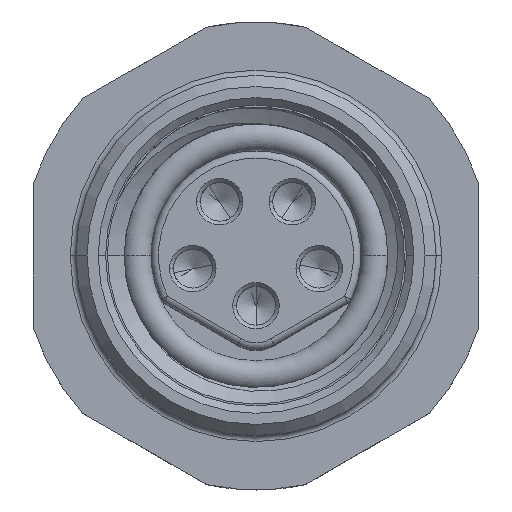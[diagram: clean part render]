
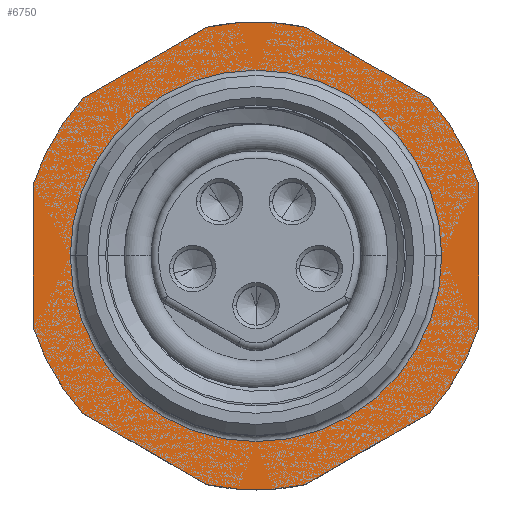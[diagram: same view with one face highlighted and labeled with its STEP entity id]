
A CAD part, top view. The second image highlights one B-rep face of the part: STEP entity #6750.
In plain terms, the highlighted planar face has unit normal (0, 0, 1).
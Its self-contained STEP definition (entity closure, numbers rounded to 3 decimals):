
#4496=CARTESIAN_POINT('',(0.,0.,-0.3));
#4497=DIRECTION('',(0.,0.,1.));
#4498=DIRECTION('',(-0.212,-0.977,0.));
#4499=AXIS2_PLACEMENT_3D('',#4496,#4497,#4498);
#4501=DIRECTION('',(0.866,-0.5,0.));
#4502=VECTOR('',#4501,3.842);
#4503=CARTESIAN_POINT('',(-4.664,-4.236,-0.3));
#4504=LINE('',#4503,#4502);
#4505=CARTESIAN_POINT('',(0.,0.,-0.3));
#4506=DIRECTION('',(0.,0.,1.));
#4507=DIRECTION('',(-0.952,-0.305,0.));
#4508=AXIS2_PLACEMENT_3D('',#4505,#4506,#4507);
#4510=DIRECTION('',(0.,-1.,0.));
#4511=VECTOR('',#4510,3.842);
#4512=CARTESIAN_POINT('',(-6.,1.921,-0.3));
#4513=LINE('',#4512,#4511);
#4514=CARTESIAN_POINT('',(0.,0.,-0.3));
#4515=DIRECTION('',(0.,0.,1.));
#4516=DIRECTION('',(-0.74,0.672,0.));
#4517=AXIS2_PLACEMENT_3D('',#4514,#4515,#4516);
#4519=DIRECTION('',(-0.866,-0.5,0.));
#4520=VECTOR('',#4519,3.842);
#4521=CARTESIAN_POINT('',(-1.336,6.157,-0.3));
#4522=LINE('',#4521,#4520);
#4523=CARTESIAN_POINT('',(0.,0.,-0.3));
#4524=DIRECTION('',(0.,0.,1.));
#4525=DIRECTION('',(0.212,0.977,0.));
#4526=AXIS2_PLACEMENT_3D('',#4523,#4524,#4525);
#4528=DIRECTION('',(-0.866,0.5,0.));
#4529=VECTOR('',#4528,3.842);
#4530=CARTESIAN_POINT('',(4.664,4.236,-0.3));
#4531=LINE('',#4530,#4529);
#4532=CARTESIAN_POINT('',(0.,0.,-0.3));
#4533=DIRECTION('',(0.,0.,1.));
#4534=DIRECTION('',(0.952,0.305,0.));
#4535=AXIS2_PLACEMENT_3D('',#4532,#4533,#4534);
#4537=DIRECTION('',(0.,1.,0.));
#4538=VECTOR('',#4537,3.842);
#4539=CARTESIAN_POINT('',(6.,-1.921,-0.3));
#4540=LINE('',#4539,#4538);
#4541=CARTESIAN_POINT('',(0.,0.,-0.3));
#4542=DIRECTION('',(0.,0.,1.));
#4543=DIRECTION('',(0.74,-0.672,0.));
#4544=AXIS2_PLACEMENT_3D('',#4541,#4542,#4543);
#4546=DIRECTION('',(0.866,0.5,0.));
#4547=VECTOR('',#4546,3.842);
#4548=CARTESIAN_POINT('',(1.336,-6.157,-0.3));
#4549=LINE('',#4548,#4547);
#4550=CARTESIAN_POINT('',(0.,0.,-0.3));
#4551=DIRECTION('',(0.,0.,1.));
#4552=DIRECTION('',(1.,0.,0.));
#4553=AXIS2_PLACEMENT_3D('',#4550,#4551,#4552);
#4555=CARTESIAN_POINT('',(0.,0.,-0.3));
#4556=DIRECTION('',(0.,0.,1.));
#4557=DIRECTION('',(-1.,0.,0.));
#4558=AXIS2_PLACEMENT_3D('',#4555,#4556,#4557);
#6159=CARTESIAN_POINT('',(-1.336,-6.157,-0.3));
#6160=CARTESIAN_POINT('',(1.336,-6.157,-0.3));
#6161=VERTEX_POINT('',#6159);
#6162=VERTEX_POINT('',#6160);
#6163=CARTESIAN_POINT('',(4.664,-4.236,-0.3));
#6164=VERTEX_POINT('',#6163);
#6165=CARTESIAN_POINT('',(6.,-1.921,-0.3));
#6166=VERTEX_POINT('',#6165);
#6167=CARTESIAN_POINT('',(6.,1.921,-0.3));
#6168=VERTEX_POINT('',#6167);
#6169=CARTESIAN_POINT('',(4.664,4.236,-0.3));
#6170=VERTEX_POINT('',#6169);
#6171=CARTESIAN_POINT('',(1.336,6.157,-0.3));
#6172=VERTEX_POINT('',#6171);
#6173=CARTESIAN_POINT('',(-1.336,6.157,-0.3));
#6174=VERTEX_POINT('',#6173);
#6175=CARTESIAN_POINT('',(-4.664,4.236,-0.3));
#6176=VERTEX_POINT('',#6175);
#6177=CARTESIAN_POINT('',(-6.,1.921,-0.3));
#6178=VERTEX_POINT('',#6177);
#6179=CARTESIAN_POINT('',(-6.,-1.921,-0.3));
#6180=VERTEX_POINT('',#6179);
#6181=CARTESIAN_POINT('',(-4.664,-4.236,-0.3));
#6182=VERTEX_POINT('',#6181);
#6229=CARTESIAN_POINT('',(-5.,0.,-0.3));
#6230=CARTESIAN_POINT('',(5.,0.,-0.3));
#6231=VERTEX_POINT('',#6229);
#6232=VERTEX_POINT('',#6230);
#6713=CARTESIAN_POINT('',(0.,0.,-0.3));
#6714=DIRECTION('',(0.,0.,1.));
#6715=DIRECTION('',(-1.,0.,0.));
#6716=AXIS2_PLACEMENT_3D('',#6713,#6714,#6715);
#6717=PLANE('',#6716);
#6719=ORIENTED_EDGE('',*,*,#6718,.F.);
#6721=ORIENTED_EDGE('',*,*,#6720,.F.);
#6723=ORIENTED_EDGE('',*,*,#6722,.F.);
#6725=ORIENTED_EDGE('',*,*,#6724,.F.);
#6727=ORIENTED_EDGE('',*,*,#6726,.F.);
#6729=ORIENTED_EDGE('',*,*,#6728,.F.);
#6731=ORIENTED_EDGE('',*,*,#6730,.F.);
#6733=ORIENTED_EDGE('',*,*,#6732,.F.);
#6735=ORIENTED_EDGE('',*,*,#6734,.F.);
#6737=ORIENTED_EDGE('',*,*,#6736,.F.);
#6739=ORIENTED_EDGE('',*,*,#6738,.F.);
#6741=ORIENTED_EDGE('',*,*,#6740,.F.);
#6742=EDGE_LOOP('',(#6719,#6721,#6723,#6725,#6727,#6729,#6731,#6733,#6735,#6737,
#6739,#6741));
#6743=FACE_OUTER_BOUND('',#6742,.F.);
#6745=ORIENTED_EDGE('',*,*,#6744,.T.);
#6747=ORIENTED_EDGE('',*,*,#6746,.T.);
#6748=EDGE_LOOP('',(#6745,#6747));
#6749=FACE_BOUND('',#6748,.F.);
#4500=CIRCLE('',#4499,6.3);
#4509=CIRCLE('',#4508,6.3);
#4518=CIRCLE('',#4517,6.3);
#4527=CIRCLE('',#4526,6.3);
#4536=CIRCLE('',#4535,6.3);
#4545=CIRCLE('',#4544,6.3);
#4554=CIRCLE('',#4553,5.);
#4559=CIRCLE('',#4558,5.);
#6718=EDGE_CURVE('',#6161,#6162,#4500,.T.);
#6720=EDGE_CURVE('',#6182,#6161,#4504,.T.);
#6722=EDGE_CURVE('',#6180,#6182,#4509,.T.);
#6724=EDGE_CURVE('',#6178,#6180,#4513,.T.);
#6726=EDGE_CURVE('',#6176,#6178,#4518,.T.);
#6728=EDGE_CURVE('',#6174,#6176,#4522,.T.);
#6730=EDGE_CURVE('',#6172,#6174,#4527,.T.);
#6732=EDGE_CURVE('',#6170,#6172,#4531,.T.);
#6734=EDGE_CURVE('',#6168,#6170,#4536,.T.);
#6736=EDGE_CURVE('',#6166,#6168,#4540,.T.);
#6738=EDGE_CURVE('',#6164,#6166,#4545,.T.);
#6740=EDGE_CURVE('',#6162,#6164,#4549,.T.);
#6744=EDGE_CURVE('',#6232,#6231,#4554,.T.);
#6746=EDGE_CURVE('',#6231,#6232,#4559,.T.);
#6750=ADVANCED_FACE('',(#6743,#6749),#6717,.T.);
